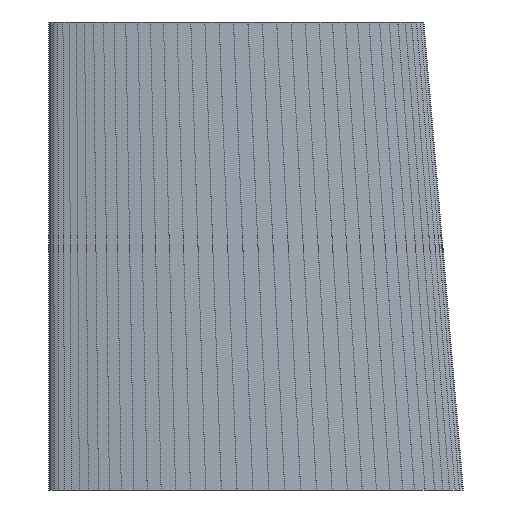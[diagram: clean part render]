
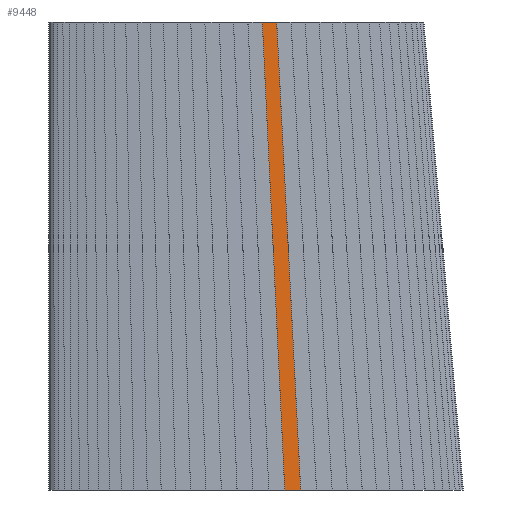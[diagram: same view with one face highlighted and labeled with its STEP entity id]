
A CAD part, front view. The second image highlights one B-rep face of the part: STEP entity #9448.
In plain terms, the highlighted free-form (B-spline) face has degree [1, 4] with [2, 5] control points.
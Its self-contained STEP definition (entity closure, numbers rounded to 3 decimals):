
#49 = PLANE('',#50);
#50 = AXIS2_PLACEMENT_3D('',#51,#52,#53);
#51 = CARTESIAN_POINT('',(1033.,0.656,-1200.));
#52 = DIRECTION('',(0.,0.,-1.));
#53 = DIRECTION('',(-1.,-0.003,0.));
#111 = PLANE('',#112);
#112 = AXIS2_PLACEMENT_3D('',#113,#114,#115);
#113 = CARTESIAN_POINT('',(933.,0.498,-15.));
#114 = DIRECTION('',(0.,0.,-1.));
#115 = DIRECTION('',(-1.,-0.003,0.));
#662 = VERTEX_POINT('',#663);
#663 = CARTESIAN_POINT('',(621.169,-42.008,-1200.));
#675 = ( BOUNDED_SURFACE() B_SPLINE_SURFACE(1,4,(
    (#676,#677,#678,#679,#680)
    ,(#681,#682,#683,#684,#685
)),.UNSPECIFIED.,.F.,.F.,.F.) B_SPLINE_SURFACE_WITH_KNOTS((2,2),(5,5),(
    62.,63.),(0.,1.),.PIECEWISE_BEZIER_KNOTS.) 
GEOMETRIC_REPRESENTATION_ITEM() RATIONAL_B_SPLINE_SURFACE((
    (1.,1.,1.,1.,1.)
,(1.,1.,1.,1.,1.))) REPRESENTATION_ITEM('') SURFACE() );
#676 = CARTESIAN_POINT('',(621.169,-42.008,-1200.));
#677 = CARTESIAN_POINT('',(606.372,-41.057,
    -903.729));
#678 = CARTESIAN_POINT('',(590.571,-40.042,
    -607.511));
#679 = CARTESIAN_POINT('',(577.01,-39.17,
    -311.175));
#680 = CARTESIAN_POINT('',(560.391,-38.102,-15.));
#681 = CARTESIAN_POINT('',(661.237,-38.836,-1200.));
#682 = CARTESIAN_POINT('',(645.511,-37.958,
    -903.729));
#683 = CARTESIAN_POINT('',(628.718,-37.022,
    -607.511));
#684 = CARTESIAN_POINT('',(614.306,-36.218,
    -311.175));
#685 = CARTESIAN_POINT('',(596.643,-35.232,-15.));
#693 = EDGE_CURVE('',#694,#662,#696,.T.);
#694 = VERTEX_POINT('',#695);
#695 = CARTESIAN_POINT('',(580.839,-44.782,-1200.));
#696 = SURFACE_CURVE('',#697,(#700,#706),.PCURVE_S1.);
#697 = B_SPLINE_CURVE_WITH_KNOTS('',1,(#698,#699),.UNSPECIFIED.,.F.,.F.,
  (2,2),(61.,62.),.PIECEWISE_BEZIER_KNOTS.);
#698 = CARTESIAN_POINT('',(580.839,-44.782,-1200.));
#699 = CARTESIAN_POINT('',(621.169,-42.008,-1200.));
#700 = PCURVE('',#49,#701);
#701 = DEFINITIONAL_REPRESENTATION('',(#702),#705);
#702 = B_SPLINE_CURVE_WITH_KNOTS('',1,(#703,#704),.UNSPECIFIED.,.F.,.F.,
  (2,2),(61.,62.),.PIECEWISE_BEZIER_KNOTS.);
#703 = CARTESIAN_POINT('',(452.3,-44.037));
#704 = CARTESIAN_POINT('',(411.961,-41.388));
#705 = ( GEOMETRIC_REPRESENTATION_CONTEXT(2) 
PARAMETRIC_REPRESENTATION_CONTEXT() REPRESENTATION_CONTEXT('2D SPACE',''
  ) );
#706 = PCURVE('',#707,#718);
#707 = ( BOUNDED_SURFACE() B_SPLINE_SURFACE(1,4,(
    (#708,#709,#710,#711,#712)
    ,(#713,#714,#715,#716,#717
)),.UNSPECIFIED.,.F.,.F.,.F.) B_SPLINE_SURFACE_WITH_KNOTS((2,2),(5,5),(
    61.,62.),(0.,1.),.PIECEWISE_BEZIER_KNOTS.) 
GEOMETRIC_REPRESENTATION_ITEM() RATIONAL_B_SPLINE_SURFACE((
    (1.,1.,1.,1.,1.)
,(1.,1.,1.,1.,1.))) REPRESENTATION_ITEM('') SURFACE() );
#708 = CARTESIAN_POINT('',(580.839,-44.782,-1200.));
#709 = CARTESIAN_POINT('',(566.976,-43.767,
    -903.729));
#710 = CARTESIAN_POINT('',(552.174,-42.683,
    -607.511));
#711 = CARTESIAN_POINT('',(539.471,-41.752,
    -311.175));
#712 = CARTESIAN_POINT('',(523.902,-40.612,-15.));
#713 = CARTESIAN_POINT('',(621.169,-42.008,-1200.));
#714 = CARTESIAN_POINT('',(606.372,-41.057,
    -903.729));
#715 = CARTESIAN_POINT('',(590.571,-40.042,
    -607.511));
#716 = CARTESIAN_POINT('',(577.01,-39.17,
    -311.175));
#717 = CARTESIAN_POINT('',(560.391,-38.102,-15.));
#718 = DEFINITIONAL_REPRESENTATION('',(#719),#723);
#719 = LINE('',#720,#721);
#720 = CARTESIAN_POINT('',(0.,0.));
#721 = VECTOR('',#722,1.);
#722 = DIRECTION('',(1.,0.));
#723 = ( GEOMETRIC_REPRESENTATION_CONTEXT(2) 
PARAMETRIC_REPRESENTATION_CONTEXT() REPRESENTATION_CONTEXT('2D SPACE',''
  ) );
#739 = ( BOUNDED_SURFACE() B_SPLINE_SURFACE(1,4,(
    (#740,#741,#742,#743,#744)
    ,(#745,#746,#747,#748,#749
)),.UNSPECIFIED.,.F.,.F.,.F.) B_SPLINE_SURFACE_WITH_KNOTS((2,2),(5,5),(
    60.,61.),(0.,1.),.PIECEWISE_BEZIER_KNOTS.) 
GEOMETRIC_REPRESENTATION_ITEM() RATIONAL_B_SPLINE_SURFACE((
    (1.,1.,1.,1.,1.)
,(1.,1.,1.,1.,1.))) REPRESENTATION_ITEM('') SURFACE() );
#740 = CARTESIAN_POINT('',(540.54,-47.121,-1200.));
#741 = CARTESIAN_POINT('',(527.612,-46.052,
    -903.729));
#742 = CARTESIAN_POINT('',(513.807,-44.91,
    -607.511));
#743 = CARTESIAN_POINT('',(501.96,-43.93,
    -311.175));
#744 = CARTESIAN_POINT('',(487.441,-42.729,-15.));
#745 = CARTESIAN_POINT('',(580.839,-44.782,-1200.));
#746 = CARTESIAN_POINT('',(566.976,-43.767,
    -903.729));
#747 = CARTESIAN_POINT('',(552.174,-42.683,
    -607.511));
#748 = CARTESIAN_POINT('',(539.471,-41.752,
    -311.175));
#749 = CARTESIAN_POINT('',(523.902,-40.612,-15.));
#5552 = VERTEX_POINT('',#5553);
#5553 = CARTESIAN_POINT('',(560.391,-38.102,-15.));
#5572 = EDGE_CURVE('',#5573,#5552,#5575,.T.);
#5573 = VERTEX_POINT('',#5574);
#5574 = CARTESIAN_POINT('',(523.902,-40.612,-15.));
#5575 = SURFACE_CURVE('',#5576,(#5579,#5585),.PCURVE_S1.);
#5576 = B_SPLINE_CURVE_WITH_KNOTS('',1,(#5577,#5578),.UNSPECIFIED.,.F.,
  .F.,(2,2),(61.,62.),.PIECEWISE_BEZIER_KNOTS.);
#5577 = CARTESIAN_POINT('',(523.902,-40.612,-15.));
#5578 = CARTESIAN_POINT('',(560.391,-38.102,-15.));
#5579 = PCURVE('',#111,#5580);
#5580 = DEFINITIONAL_REPRESENTATION('',(#5581),#5584);
#5581 = B_SPLINE_CURVE_WITH_KNOTS('',1,(#5582,#5583),.UNSPECIFIED.,.F.,
  .F.,(2,2),(61.,62.),.PIECEWISE_BEZIER_KNOTS.);
#5582 = CARTESIAN_POINT('',(409.224,-39.843));
#5583 = CARTESIAN_POINT('',(372.727,-37.446));
#5584 = ( GEOMETRIC_REPRESENTATION_CONTEXT(2) 
PARAMETRIC_REPRESENTATION_CONTEXT() REPRESENTATION_CONTEXT('2D SPACE',''
  ) );
#5585 = PCURVE('',#707,#5586);
#5586 = DEFINITIONAL_REPRESENTATION('',(#5587),#5591);
#5587 = LINE('',#5588,#5589);
#5588 = CARTESIAN_POINT('',(0.,1.));
#5589 = VECTOR('',#5590,1.);
#5590 = DIRECTION('',(1.,0.));
#5591 = ( GEOMETRIC_REPRESENTATION_CONTEXT(2) 
PARAMETRIC_REPRESENTATION_CONTEXT() REPRESENTATION_CONTEXT('2D SPACE',''
  ) );
#9397 = EDGE_CURVE('',#662,#5552,#9398,.T.);
#9398 = SURFACE_CURVE('',#9399,(#9405,#9412),.PCURVE_S1.);
#9399 = ( BOUNDED_CURVE() B_SPLINE_CURVE(4,(#9400,#9401,#9402,#9403,
#9404),.UNSPECIFIED.,.F.,.F.) B_SPLINE_CURVE_WITH_KNOTS((5,5),(0.,
1.),.PIECEWISE_BEZIER_KNOTS.) CURVE() GEOMETRIC_REPRESENTATION_ITEM() 
RATIONAL_B_SPLINE_CURVE((1.,1.,1.,1.,1.)) REPRESENTATION_ITEM('') );
#9400 = CARTESIAN_POINT('',(621.169,-42.008,-1200.));
#9401 = CARTESIAN_POINT('',(606.372,-41.057,
    -903.729));
#9402 = CARTESIAN_POINT('',(590.571,-40.042,
    -607.511));
#9403 = CARTESIAN_POINT('',(577.01,-39.17,
    -311.175));
#9404 = CARTESIAN_POINT('',(560.391,-38.102,-15.));
#9405 = PCURVE('',#675,#9406);
#9406 = DEFINITIONAL_REPRESENTATION('',(#9407),#9411);
#9407 = LINE('',#9408,#9409);
#9408 = CARTESIAN_POINT('',(62.,0.));
#9409 = VECTOR('',#9410,1.);
#9410 = DIRECTION('',(0.,1.));
#9411 = ( GEOMETRIC_REPRESENTATION_CONTEXT(2) 
PARAMETRIC_REPRESENTATION_CONTEXT() REPRESENTATION_CONTEXT('2D SPACE',''
  ) );
#9412 = PCURVE('',#707,#9413);
#9413 = DEFINITIONAL_REPRESENTATION('',(#9414),#9418);
#9414 = LINE('',#9415,#9416);
#9415 = CARTESIAN_POINT('',(62.,0.));
#9416 = VECTOR('',#9417,1.);
#9417 = DIRECTION('',(0.,1.));
#9418 = ( GEOMETRIC_REPRESENTATION_CONTEXT(2) 
PARAMETRIC_REPRESENTATION_CONTEXT() REPRESENTATION_CONTEXT('2D SPACE',''
  ) );
#9448 = ADVANCED_FACE('',(#9449),#707,.T.);
#9449 = FACE_BOUND('',#9450,.T.);
#9450 = EDGE_LOOP('',(#9451,#9452,#9453,#9454));
#9451 = ORIENTED_EDGE('',*,*,#693,.T.);
#9452 = ORIENTED_EDGE('',*,*,#9397,.T.);
#9453 = ORIENTED_EDGE('',*,*,#5572,.F.);
#9454 = ORIENTED_EDGE('',*,*,#9455,.F.);
#9455 = EDGE_CURVE('',#694,#5573,#9456,.T.);
#9456 = SURFACE_CURVE('',#9457,(#9463,#9470),.PCURVE_S1.);
#9457 = ( BOUNDED_CURVE() B_SPLINE_CURVE(4,(#9458,#9459,#9460,#9461,
#9462),.UNSPECIFIED.,.F.,.F.) B_SPLINE_CURVE_WITH_KNOTS((5,5),(0.,
1.),.PIECEWISE_BEZIER_KNOTS.) CURVE() GEOMETRIC_REPRESENTATION_ITEM() 
RATIONAL_B_SPLINE_CURVE((1.,1.,1.,1.,1.)) REPRESENTATION_ITEM('') );
#9458 = CARTESIAN_POINT('',(580.839,-44.782,-1200.));
#9459 = CARTESIAN_POINT('',(566.976,-43.767,
    -903.729));
#9460 = CARTESIAN_POINT('',(552.174,-42.683,
    -607.511));
#9461 = CARTESIAN_POINT('',(539.471,-41.752,
    -311.175));
#9462 = CARTESIAN_POINT('',(523.902,-40.612,-15.));
#9463 = PCURVE('',#707,#9464);
#9464 = DEFINITIONAL_REPRESENTATION('',(#9465),#9469);
#9465 = LINE('',#9466,#9467);
#9466 = CARTESIAN_POINT('',(61.,0.));
#9467 = VECTOR('',#9468,1.);
#9468 = DIRECTION('',(0.,1.));
#9469 = ( GEOMETRIC_REPRESENTATION_CONTEXT(2) 
PARAMETRIC_REPRESENTATION_CONTEXT() REPRESENTATION_CONTEXT('2D SPACE',''
  ) );
#9470 = PCURVE('',#739,#9471);
#9471 = DEFINITIONAL_REPRESENTATION('',(#9472),#9476);
#9472 = LINE('',#9473,#9474);
#9473 = CARTESIAN_POINT('',(61.,0.));
#9474 = VECTOR('',#9475,1.);
#9475 = DIRECTION('',(0.,1.));
#9476 = ( GEOMETRIC_REPRESENTATION_CONTEXT(2) 
PARAMETRIC_REPRESENTATION_CONTEXT() REPRESENTATION_CONTEXT('2D SPACE',''
  ) );
